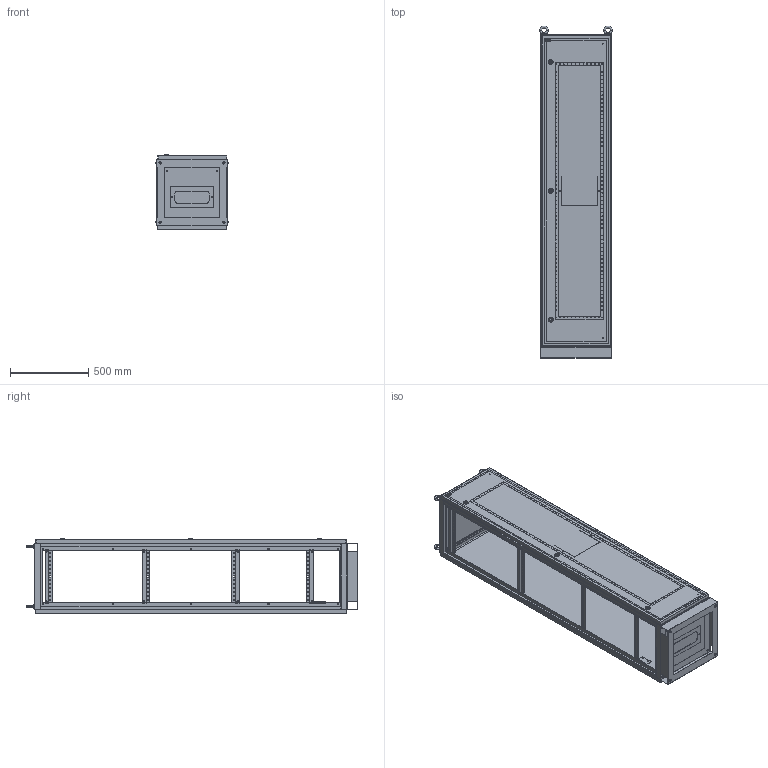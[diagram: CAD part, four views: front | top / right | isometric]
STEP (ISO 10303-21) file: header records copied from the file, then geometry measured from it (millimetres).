
FILE_DESCRIPTION (( 'STEP AP214' ), '1' );
FILE_NAME ('YKM1-C3-2044-54 Øêàô íàïîëüíûé öåëüíîñâàðíîé ÂÐÓ-1 20.45.45 IP54 TITAN.STEP', '2016-09-22T07:19:17', ( 'user' ), ( '' ), 'SwSTEP 2.0', 'SolidWorks 2014', '' );
FILE_SCHEMA (( 'AUTOMOTIVE_DESIGN' ));
Length unit declared in the file: millimetre
Products named in the file (5): Äâåðü äëÿ ÂÐÓ-1 2000õ450 IP54; Îáîëî÷êà ÂÐÓ-1 2000õ450õ450 IP54; YKM1-C3-2044-54 Øêàô íàïîëüíûé öåëüíîñâàðíîé ÂÐÓ-1 20.45.45 IP54 TITAN; Öîêîëü äëÿ ÂÐÓ 450õ450; Ñòåíêà çàäíÿÿ äëÿ ÂÐÓ-õ 2000õ450 IP54
Assembly tree (4 placements, depth 2):
  YKM1-C3-2044-54 Øêàô íàïîëüíûé öåëüíîñâàðíîé ÂÐÓ-1 20.45.45 IP54 TITAN
    Îáîëî÷êà ÂÐÓ-1 2000õ450õ450 IP54
    Äâåðü äëÿ ÂÐÓ-1 2000õ450 IP54
    Ñòåíêà çàäíÿÿ äëÿ ÂÐÓ-õ 2000õ450 IP54
    Öîêîëü äëÿ ÂÐÓ 450õ450
Bounding box: 464 x 2126 x 477.5 mm (x, y, z)
Volume: 7376666.9 mm3; surface area: 8129546.2 mm2
Topology: 28 solids, 28 shells, 2499 faces, 6424 edges, 4182 vertices
Faces by surface type: plane 1563, cylinder 714, cone 158, bspline 34, torus 22, sphere 8
Entity records: 78890 total; most frequent: CARTESIAN_POINT 15442, ORIENTED_EDGE 12848, DIRECTION 12606, EDGE_CURVE 6424, LINE 4378, VECTOR 4378, VERTEX_POINT 4182, AXIS2_PLACEMENT_3D 4114
